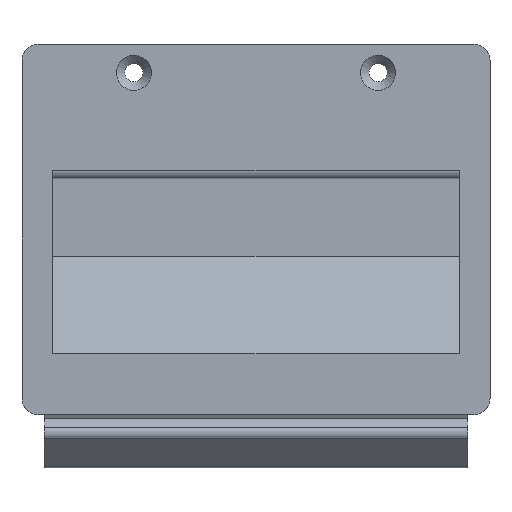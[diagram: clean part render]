
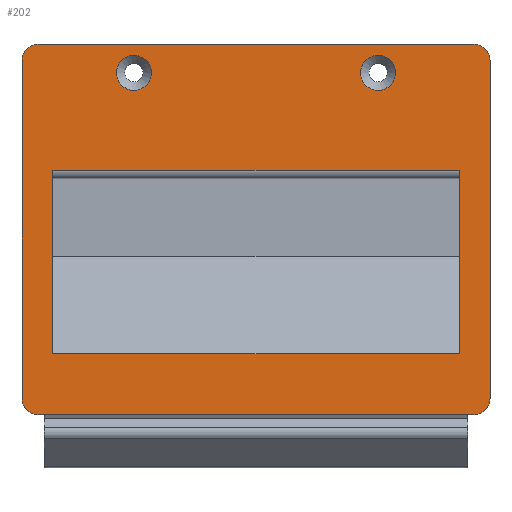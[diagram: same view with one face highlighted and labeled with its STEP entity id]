
A CAD part, top view. The second image highlights one B-rep face of the part: STEP entity #202.
In plain terms, the highlighted planar face has unit normal (0, 0, 1).
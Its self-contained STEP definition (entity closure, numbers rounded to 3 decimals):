
#202 = ADVANCED_FACE( '', ( #413, #414, #415, #416 ), #417, .F. );
#413 = FACE_BOUND( '', #626, .T. );
#414 = FACE_BOUND( '', #627, .T. );
#415 = FACE_OUTER_BOUND( '', #628, .T. );
#416 = FACE_BOUND( '', #629, .T. );
#417 = PLANE( '', #630 );
#626 = EDGE_LOOP( '', ( #1179 ) );
#627 = EDGE_LOOP( '', ( #1180 ) );
#628 = EDGE_LOOP( '', ( #1181, #1182, #1183, #1184, #1185, #1186, #1187, #1188 ) );
#629 = EDGE_LOOP( '', ( #1189, #1190, #1191, #1192 ) );
#630 = AXIS2_PLACEMENT_3D( '', #1193, #1194, #1195 );
#1179 = ORIENTED_EDGE( '', *, *, #1307, .T. );
#1180 = ORIENTED_EDGE( '', *, *, #1435, .T. );
#1181 = ORIENTED_EDGE( '', *, *, #1451, .F. );
#1182 = ORIENTED_EDGE( '', *, *, #1470, .T. );
#1183 = ORIENTED_EDGE( '', *, *, #1370, .T. );
#1184 = ORIENTED_EDGE( '', *, *, #1374, .T. );
#1185 = ORIENTED_EDGE( '', *, *, #1427, .T. );
#1186 = ORIENTED_EDGE( '', *, *, #1475, .T. );
#1187 = ORIENTED_EDGE( '', *, *, #1456, .T. );
#1188 = ORIENTED_EDGE( '', *, *, #1438, .T. );
#1189 = ORIENTED_EDGE( '', *, *, #1315, .T. );
#1190 = ORIENTED_EDGE( '', *, *, #1415, .T. );
#1191 = ORIENTED_EDGE( '', *, *, #1395, .F. );
#1192 = ORIENTED_EDGE( '', *, *, #1466, .T. );
#1193 = CARTESIAN_POINT( '', ( 100., 28., 22.5 ) );
#1194 = DIRECTION( '', ( 0., 0., -1. ) );
#1195 = DIRECTION( '', ( -1., 0., 0. ) );
#1307 = EDGE_CURVE( '', #1585, #1585, #1586, .T. );
#1315 = EDGE_CURVE( '', #1600, #1598, #1601, .T. );
#1370 = EDGE_CURVE( '', #1688, #1689, #1690, .T. );
#1374 = EDGE_CURVE( '', #1689, #1694, #1695, .T. );
#1395 = EDGE_CURVE( '', #1720, #1715, #1722, .T. );
#1415 = EDGE_CURVE( '', #1598, #1715, #1747, .T. );
#1427 = EDGE_CURVE( '', #1694, #1763, #1765, .T. );
#1435 = EDGE_CURVE( '', #1776, #1776, #1777, .T. );
#1438 = EDGE_CURVE( '', #1780, #1781, #1782, .T. );
#1451 = EDGE_CURVE( '', #1799, #1781, #1800, .T. );
#1456 = EDGE_CURVE( '', #1805, #1780, #1806, .T. );
#1466 = EDGE_CURVE( '', #1720, #1600, #1818, .T. );
#1470 = EDGE_CURVE( '', #1799, #1688, #1822, .T. );
#1475 = EDGE_CURVE( '', #1763, #1805, #1827, .T. );
#1585 = VERTEX_POINT( '', #1975 );
#1586 = CIRCLE( '', #1976, 4.3 );
#1598 = VERTEX_POINT( '', #1992 );
#1600 = VERTEX_POINT( '', #1995 );
#1601 = LINE( '', #1996, #1997 );
#1688 = VERTEX_POINT( '', #2122 );
#1689 = VERTEX_POINT( '', #2123 );
#1690 = LINE( '', #2124, #2125 );
#1694 = VERTEX_POINT( '', #2131 );
#1695 = CIRCLE( '', #2132, 4. );
#1715 = VERTEX_POINT( '', #2160 );
#1720 = VERTEX_POINT( '', #2166 );
#1722 = LINE( '', #2168, #2169 );
#1747 = LINE( '', #2204, #2205 );
#1763 = VERTEX_POINT( '', #2227 );
#1765 = LINE( '', #2230, #2231 );
#1776 = VERTEX_POINT( '', #2245 );
#1777 = CIRCLE( '', #2246, 4.3 );
#1780 = VERTEX_POINT( '', #2249 );
#1781 = VERTEX_POINT( '', #2250 );
#1782 = CIRCLE( '', #2251, 4. );
#1799 = VERTEX_POINT( '', #2272 );
#1800 = LINE( '', #2273, #2274 );
#1805 = VERTEX_POINT( '', #2282 );
#1806 = LINE( '', #2283, #2284 );
#1818 = LINE( '', #2301, #2302 );
#1822 = CIRCLE( '', #2307, 4. );
#1827 = CIRCLE( '', #2312, 4. );
#1975 = CARTESIAN_POINT( '', ( 75.7, 97., 22.5 ) );
#1976 = AXIS2_PLACEMENT_3D( '', #2393, #2394, #2395 );
#1992 = CARTESIAN_POINT( '', ( 0., 28., 22.5 ) );
#1995 = CARTESIAN_POINT( '', ( 100., 28., 22.5 ) );
#1996 = CARTESIAN_POINT( '', ( 100., 28., 22.5 ) );
#1997 = VECTOR( '', #2401, 1000. );
#2122 = CARTESIAN_POINT( '', ( 107.5, 17., 22.5 ) );
#2123 = CARTESIAN_POINT( '', ( 107.5, 100., 22.5 ) );
#2124 = CARTESIAN_POINT( '', ( 107.5, 17., 22.5 ) );
#2125 = VECTOR( '', #2452, 1000. );
#2131 = CARTESIAN_POINT( '', ( 103.5, 104., 22.5 ) );
#2132 = AXIS2_PLACEMENT_3D( '', #2455, #2456, #2457 );
#2160 = CARTESIAN_POINT( '', ( 0., 73., 22.5 ) );
#2166 = CARTESIAN_POINT( '', ( 100., 73., 22.5 ) );
#2168 = CARTESIAN_POINT( '', ( 100., 73., 22.5 ) );
#2169 = VECTOR( '', #2482, 1000. );
#2204 = CARTESIAN_POINT( '', ( 0., 13., 22.5 ) );
#2205 = VECTOR( '', #2505, 1000. );
#2227 = CARTESIAN_POINT( '', ( -3.5, 104., 22.5 ) );
#2230 = CARTESIAN_POINT( '', ( 100., 104., 22.5 ) );
#2231 = VECTOR( '', #2519, 1000. );
#2245 = CARTESIAN_POINT( '', ( 15.7, 97., 22.5 ) );
#2246 = AXIS2_PLACEMENT_3D( '', #2526, #2527, #2528 );
#2249 = CARTESIAN_POINT( '', ( -7.5, 17., 22.5 ) );
#2250 = CARTESIAN_POINT( '', ( -3.5, 13., 22.5 ) );
#2251 = AXIS2_PLACEMENT_3D( '', #2529, #2530, #2531 );
#2272 = CARTESIAN_POINT( '', ( 103.5, 13., 22.5 ) );
#2273 = CARTESIAN_POINT( '', ( 100., 13., 22.5 ) );
#2274 = VECTOR( '', #2545, 1000. );
#2282 = CARTESIAN_POINT( '', ( -7.5, 100., 22.5 ) );
#2283 = CARTESIAN_POINT( '', ( -7.5, 100., 22.5 ) );
#2284 = VECTOR( '', #2549, 1000. );
#2301 = CARTESIAN_POINT( '', ( 100., 104., 22.5 ) );
#2302 = VECTOR( '', #2558, 1000. );
#2307 = AXIS2_PLACEMENT_3D( '', #2560, #2561, #2562 );
#2312 = AXIS2_PLACEMENT_3D( '', #2563, #2564, #2565 );
#2393 = CARTESIAN_POINT( '', ( 80., 97., 22.5 ) );
#2394 = DIRECTION( '', ( 0., 0., -1. ) );
#2395 = DIRECTION( '', ( -1., 0., 0. ) );
#2401 = DIRECTION( '', ( -1., 0., 0. ) );
#2452 = DIRECTION( '', ( 0., 1., 0. ) );
#2455 = CARTESIAN_POINT( '', ( 103.5, 100., 22.5 ) );
#2456 = DIRECTION( '', ( 0., 0., 1. ) );
#2457 = DIRECTION( '', ( 1., 0., 0. ) );
#2482 = DIRECTION( '', ( -1., 0., 0. ) );
#2505 = DIRECTION( '', ( 0., 1., 0. ) );
#2519 = DIRECTION( '', ( -1., 0., 0. ) );
#2526 = CARTESIAN_POINT( '', ( 20., 97., 22.5 ) );
#2527 = DIRECTION( '', ( 0., 0., -1. ) );
#2528 = DIRECTION( '', ( -1., 0., 0. ) );
#2529 = CARTESIAN_POINT( '', ( -3.5, 17., 22.5 ) );
#2530 = DIRECTION( '', ( 0., 0., 1. ) );
#2531 = DIRECTION( '', ( 1., 0., 0. ) );
#2545 = DIRECTION( '', ( -1., 0., 0. ) );
#2549 = DIRECTION( '', ( 0., -1., 0. ) );
#2558 = DIRECTION( '', ( 0., -1., 0. ) );
#2560 = CARTESIAN_POINT( '', ( 103.5, 17., 22.5 ) );
#2561 = DIRECTION( '', ( 0., 0., 1. ) );
#2562 = DIRECTION( '', ( 1., 0., 0. ) );
#2563 = CARTESIAN_POINT( '', ( -3.5, 100., 22.5 ) );
#2564 = DIRECTION( '', ( 0., 0., 1. ) );
#2565 = DIRECTION( '', ( 1., 0., 0. ) );
